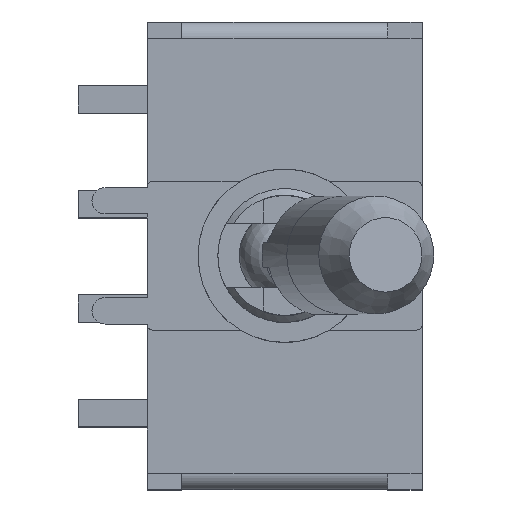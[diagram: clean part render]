
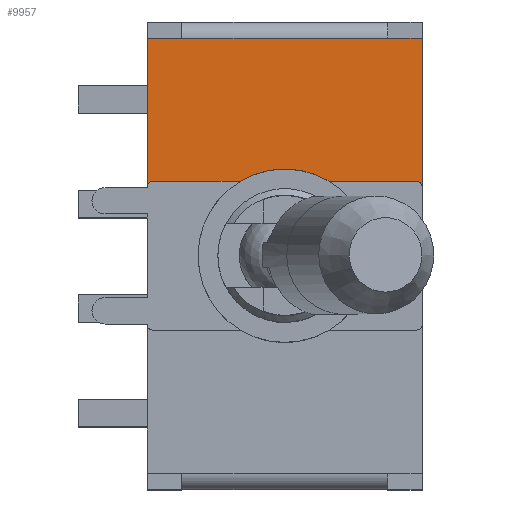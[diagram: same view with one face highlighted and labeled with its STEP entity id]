
A CAD part, top view. The second image highlights one B-rep face of the part: STEP entity #9957.
In plain terms, the highlighted planar face has unit normal (0, 0, 1).
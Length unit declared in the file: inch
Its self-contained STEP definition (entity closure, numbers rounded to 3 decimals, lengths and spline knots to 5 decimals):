
#236=PLANE('',#10641);
#792=FACE_OUTER_BOUND('',#1375,.T.);
#1375=EDGE_LOOP('',(#7352,#7353,#7354,#7355,#7356,#7357,#7358,#7359));
#2017=LINE('',#15170,#3131);
#2032=LINE('',#15201,#3146);
#2033=LINE('',#15203,#3147);
#2034=LINE('',#15205,#3148);
#2035=LINE('',#15207,#3149);
#2036=LINE('',#15208,#3150);
#3131=VECTOR('',#11877,0.3937);
#3146=VECTOR('',#11914,0.3937);
#3147=VECTOR('',#11915,0.3937);
#3148=VECTOR('',#11916,0.3937);
#3149=VECTOR('',#11917,0.3937);
#3150=VECTOR('',#11918,0.3937);
#4178=CIRCLE('',#10623,0.00984);
#4180=CIRCLE('',#10629,0.00984);
#4566=VERTEX_POINT('',#15149);
#4567=VERTEX_POINT('',#15150);
#4569=VERTEX_POINT('',#15162);
#4570=VERTEX_POINT('',#15166);
#4575=VERTEX_POINT('',#15200);
#4576=VERTEX_POINT('',#15202);
#4577=VERTEX_POINT('',#15204);
#4578=VERTEX_POINT('',#15206);
#5577=EDGE_CURVE('',#4566,#4567,#4178,.T.);
#5586=EDGE_CURVE('',#4570,#4569,#4180,.T.);
#5588=EDGE_CURVE('',#4567,#4570,#2017,.T.);
#5603=EDGE_CURVE('',#4569,#4575,#2032,.T.);
#5604=EDGE_CURVE('',#4576,#4575,#2033,.T.);
#5605=EDGE_CURVE('',#4576,#4577,#2034,.T.);
#5606=EDGE_CURVE('',#4577,#4578,#2035,.T.);
#5607=EDGE_CURVE('',#4578,#4566,#2036,.T.);
#7352=ORIENTED_EDGE('',*,*,#5577,.T.);
#7353=ORIENTED_EDGE('',*,*,#5588,.T.);
#7354=ORIENTED_EDGE('',*,*,#5586,.T.);
#7355=ORIENTED_EDGE('',*,*,#5603,.T.);
#7356=ORIENTED_EDGE('',*,*,#5604,.F.);
#7357=ORIENTED_EDGE('',*,*,#5605,.T.);
#7358=ORIENTED_EDGE('',*,*,#5606,.T.);
#7359=ORIENTED_EDGE('',*,*,#5607,.T.);
#9957=ADVANCED_FACE('',(#792),#236,.T.);
#10623=AXIS2_PLACEMENT_3D('',#15151,#11853,#11854);
#10629=AXIS2_PLACEMENT_3D('',#15167,#11872,#11873);
#10641=AXIS2_PLACEMENT_3D('',#15199,#11912,#11913);
#11853=DIRECTION('center_axis',(0.,0.,-1.));
#11854=DIRECTION('ref_axis',(-0.707,0.707,0.));
#11872=DIRECTION('center_axis',(0.,0.,-1.));
#11873=DIRECTION('ref_axis',(0.707,0.707,0.));
#11877=DIRECTION('',(1.,0.,0.));
#11912=DIRECTION('center_axis',(0.,0.,1.));
#11913=DIRECTION('ref_axis',(1.,0.,0.));
#11914=DIRECTION('',(0.,1.,0.));
#11915=DIRECTION('',(1.,0.,0.));
#11916=DIRECTION('',(-1.,0.,0.));
#11917=DIRECTION('',(-1.,0.,0.));
#11918=DIRECTION('',(0.,-1.,0.));
#15149=CARTESIAN_POINT('',(-0.25,0.1252,0.41496));
#15150=CARTESIAN_POINT('',(-0.24016,0.13504,0.41496));
#15151=CARTESIAN_POINT('Origin',(-0.24016,0.1252,0.41496));
#15162=CARTESIAN_POINT('',(0.25,0.1252,0.41496));
#15166=CARTESIAN_POINT('',(0.24016,0.13504,0.41496));
#15167=CARTESIAN_POINT('Origin',(0.24016,0.1252,0.41496));
#15170=CARTESIAN_POINT('',(0.125,0.13504,0.41496));
#15199=CARTESIAN_POINT('Origin',(0.,0.39508,
0.41496));
#15200=CARTESIAN_POINT('',(0.25,0.39508,0.41496));
#15201=CARTESIAN_POINT('',(0.25,0.39508,0.41496));
#15202=CARTESIAN_POINT('',(0.18701,0.39508,0.41496));
#15203=CARTESIAN_POINT('',(0.18701,0.39508,0.41496));
#15204=CARTESIAN_POINT('',(-0.18701,0.39508,0.41496));
#15205=CARTESIAN_POINT('',(0.,0.39508,0.41496));
#15206=CARTESIAN_POINT('',(-0.25,0.39508,0.41496));
#15207=CARTESIAN_POINT('',(-0.18701,0.39508,0.41496));
#15208=CARTESIAN_POINT('',(-0.25,-0.39508,0.41496));
